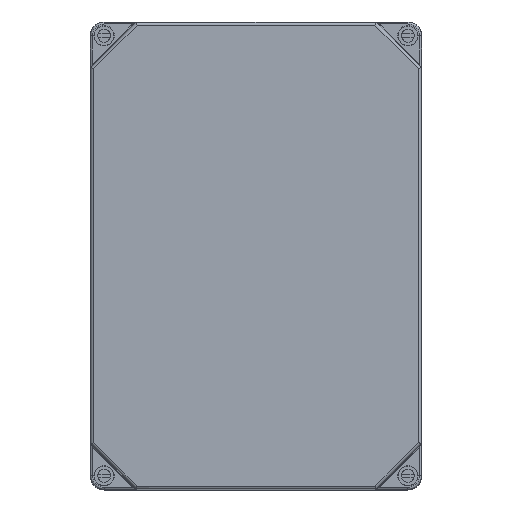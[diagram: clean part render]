
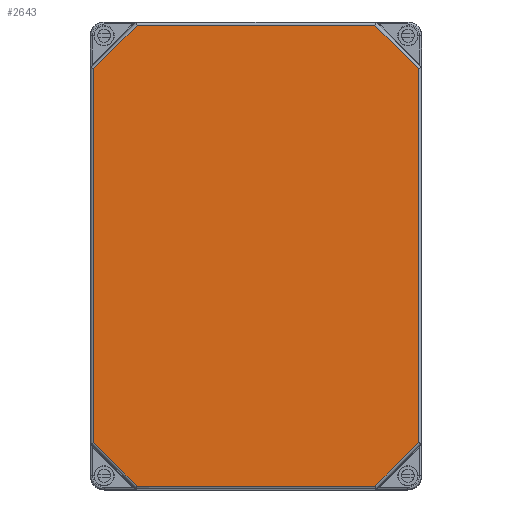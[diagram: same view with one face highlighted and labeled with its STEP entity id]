
A CAD part, top view. The second image highlights one B-rep face of the part: STEP entity #2643.
In plain terms, the highlighted planar face has unit normal (0, 0, 1).
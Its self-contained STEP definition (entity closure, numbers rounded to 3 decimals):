
#413 = VERTEX_POINT ( 'NONE', #15240 ) ;
#620 = CARTESIAN_POINT ( 'NONE',  ( -58.686, 131.042, 92.5 ) ) ;
#817 = CARTESIAN_POINT ( 'NONE',  ( -64.546, -125.182, 92.5 ) ) ;
#891 = VECTOR ( 'NONE', #5387, 1000. ) ;
#1365 = PLANE ( 'NONE',  #19376 ) ;
#1871 = LINE ( 'NONE', #22053, #20260 ) ;
#1968 = CARTESIAN_POINT ( 'NONE',  ( 100., 125.182, 92.5 ) ) ;
#2335 = EDGE_LOOP ( 'NONE', ( #7392, #23191, #10342, #13611, #4370, #22150, #19353, #6421 ) ) ;
#2643 = ADVANCED_FACE ( 'NONE', ( #2859 ), #1365, .T. ) ;
#2737 = VERTEX_POINT ( 'NONE', #23548 ) ;
#2859 = FACE_OUTER_BOUND ( 'NONE', #2335, .T. ) ;
#3207 = DIRECTION ( 'NONE',  ( 0., 0., 1. ) ) ;
#3925 = VECTOR ( 'NONE', #14804, 1000. ) ;
#4370 = ORIENTED_EDGE ( 'NONE', *, *, #17393, .T. ) ;
#4822 = EDGE_CURVE ( 'NONE', #2737, #17949, #7445, .T. ) ;
#5162 = CARTESIAN_POINT ( 'NONE',  ( 88.182, 150., 92.5 ) ) ;
#5387 = DIRECTION ( 'NONE',  ( 0., -1., 0. ) ) ;
#5596 = VERTEX_POINT ( 'NONE', #12370 ) ;
#6421 = ORIENTED_EDGE ( 'NONE', *, *, #22358, .T. ) ;
#6954 = VERTEX_POINT ( 'NONE', #817 ) ;
#7242 = CARTESIAN_POINT ( 'NONE',  ( -88.182, 150., 92.5 ) ) ;
#7392 = ORIENTED_EDGE ( 'NONE', *, *, #8641, .F. ) ;
#7445 = LINE ( 'NONE', #620, #22048 ) ;
#7492 = DIRECTION ( 'NONE',  ( -0.707, 0.707, 0. ) ) ;
#8641 = EDGE_CURVE ( 'NONE', #10684, #6954, #12816, .T. ) ;
#8883 = CARTESIAN_POINT ( 'NONE',  ( -88.182, -101.546, 92.5 ) ) ;
#9014 = EDGE_CURVE ( 'NONE', #413, #5596, #19405, .T. ) ;
#9096 = VECTOR ( 'NONE', #17975, 1000. ) ;
#9187 = EDGE_CURVE ( 'NONE', #413, #12217, #1871, .T. ) ;
#10036 = EDGE_CURVE ( 'NONE', #10684, #5596, #16207, .T. ) ;
#10342 = ORIENTED_EDGE ( 'NONE', *, *, #9014, .F. ) ;
#10643 = LINE ( 'NONE', #7242, #891 ) ;
#10684 = VERTEX_POINT ( 'NONE', #13082 ) ;
#11050 = CARTESIAN_POINT ( 'NONE',  ( -94.042, -95.686, 92.5 ) ) ;
#11354 = CARTESIAN_POINT ( 'NONE',  ( 100., -125.182, 92.5 ) ) ;
#12134 = LINE ( 'NONE', #11050, #16420 ) ;
#12217 = VERTEX_POINT ( 'NONE', #12733 ) ;
#12365 = EDGE_CURVE ( 'NONE', #17949, #18259, #10643, .T. ) ;
#12370 = CARTESIAN_POINT ( 'NONE',  ( 88.182, -101.546, 92.5 ) ) ;
#12623 = DIRECTION ( 'NONE',  ( 0.707, 0.707, 0. ) ) ;
#12733 = CARTESIAN_POINT ( 'NONE',  ( 64.546, 125.182, 92.5 ) ) ;
#12816 = LINE ( 'NONE', #11354, #21420 ) ;
#13082 = CARTESIAN_POINT ( 'NONE',  ( 64.546, -125.182, 92.5 ) ) ;
#13456 = DIRECTION ( 'NONE',  ( -0.707, -0.707, 0. ) ) ;
#13611 = ORIENTED_EDGE ( 'NONE', *, *, #9187, .T. ) ;
#14653 = DIRECTION ( 'NONE',  ( 0.707, -0.707, 0. ) ) ;
#14804 = DIRECTION ( 'NONE',  ( -1., 0., 0. ) ) ;
#15174 = CARTESIAN_POINT ( 'NONE',  ( -88.182, 101.546, 92.5 ) ) ;
#15240 = CARTESIAN_POINT ( 'NONE',  ( 88.182, 101.546, 92.5 ) ) ;
#16022 = DIRECTION ( 'NONE',  ( 1., 0., 0. ) ) ;
#16207 = LINE ( 'NONE', #18152, #16781 ) ;
#16420 = VECTOR ( 'NONE', #14653, 1000. ) ;
#16781 = VECTOR ( 'NONE', #12623, 1000. ) ;
#17393 = EDGE_CURVE ( 'NONE', #12217, #2737, #19733, .T. ) ;
#17949 = VERTEX_POINT ( 'NONE', #15174 ) ;
#17975 = DIRECTION ( 'NONE',  ( 0., -1., 0. ) ) ;
#18152 = CARTESIAN_POINT ( 'NONE',  ( 58.686, -131.042, 92.5 ) ) ;
#18259 = VERTEX_POINT ( 'NONE', #8883 ) ;
#18728 = DIRECTION ( 'NONE',  ( -1., 0., 0. ) ) ;
#19353 = ORIENTED_EDGE ( 'NONE', *, *, #12365, .T. ) ;
#19376 = AXIS2_PLACEMENT_3D ( 'NONE', #19680, #3207, #16022 ) ;
#19405 = LINE ( 'NONE', #5162, #9096 ) ;
#19680 = CARTESIAN_POINT ( 'NONE',  ( 0., 0., 92.5 ) ) ;
#19733 = LINE ( 'NONE', #1968, #3925 ) ;
#20260 = VECTOR ( 'NONE', #7492, 1000. ) ;
#21420 = VECTOR ( 'NONE', #18728, 1000. ) ;
#22048 = VECTOR ( 'NONE', #13456, 1000. ) ;
#22053 = CARTESIAN_POINT ( 'NONE',  ( 94.042, 95.686, 92.5 ) ) ;
#22150 = ORIENTED_EDGE ( 'NONE', *, *, #4822, .T. ) ;
#22358 = EDGE_CURVE ( 'NONE', #18259, #6954, #12134, .T. ) ;
#23191 = ORIENTED_EDGE ( 'NONE', *, *, #10036, .T. ) ;
#23548 = CARTESIAN_POINT ( 'NONE',  ( -64.546, 125.182, 92.5 ) ) ;
